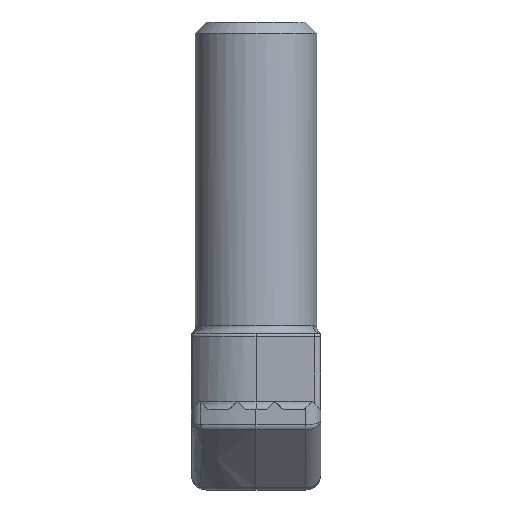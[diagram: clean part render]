
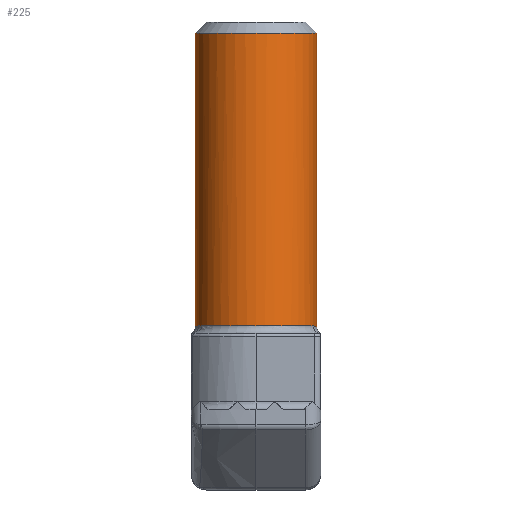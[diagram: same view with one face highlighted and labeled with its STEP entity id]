
A CAD part, left-side view. The second image highlights one B-rep face of the part: STEP entity #225.
In plain terms, the highlighted cylindrical face has radius 4 mm (diameter 8 mm), a full revolution.
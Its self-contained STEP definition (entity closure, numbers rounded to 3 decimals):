
#31 = AXIS2_PLACEMENT_3D ( 'NONE', #3793, #1888, #4124 ) ;
#119 = CARTESIAN_POINT ( 'NONE',  ( -1.315, 3.778, 10.8 ) ) ;
#225 = ADVANCED_FACE ( 'NONE', ( #700, #544 ), #1785, .T. ) ;
#282 = CARTESIAN_POINT ( 'NONE',  ( 1.315, -3.778, 10.8 ) ) ;
#544 = FACE_OUTER_BOUND ( 'NONE', #2375, .T. ) ;
#615 = CARTESIAN_POINT ( 'NONE',  ( -1.315, -3.778, 10.8 ) ) ;
#700 = FACE_OUTER_BOUND ( 'NONE', #803, .T. ) ;
#734 = CARTESIAN_POINT ( 'NONE',  ( 0., 0., 10.8 ) ) ;
#784 = CARTESIAN_POINT ( 'NONE',  ( 0.886, 3.907, 10.78 ) ) ;
#800 = CIRCLE ( 'NONE', #3888, 4. ) ;
#803 = EDGE_LOOP ( 'NONE', ( #3174, #3587, #2132, #1159 ) ) ;
#831 = CARTESIAN_POINT ( 'NONE',  ( 1.315, 3.778, 10.8 ) ) ;
#910 = VERTEX_POINT ( 'NONE', #2683 ) ;
#913 = EDGE_CURVE ( 'NONE', #3664, #2227, #3391, .T. ) ;
#981 = CIRCLE ( 'NONE', #1385, 4. ) ;
#1059 = DIRECTION ( 'NONE',  ( 1., 0., 0. ) ) ;
#1061 = EDGE_CURVE ( 'NONE', #910, #2890, #3712, .T. ) ;
#1159 = ORIENTED_EDGE ( 'NONE', *, *, #913, .T. ) ;
#1245 = CARTESIAN_POINT ( 'NONE',  ( -0.886, -3.907, 10.78 ) ) ;
#1385 = AXIS2_PLACEMENT_3D ( 'NONE', #1796, #4039, #2109 ) ;
#1401 = CARTESIAN_POINT ( 'NONE',  ( 0.222, 4., 10.733 ) ) ;
#1552 = CARTESIAN_POINT ( 'NONE',  ( -0.222, -4., 10.733 ) ) ;
#1737 = CARTESIAN_POINT ( 'NONE',  ( -0.447, 3.981, 10.747 ) ) ;
#1742 = DIRECTION ( 'NONE',  ( -1., 0., 0. ) ) ;
#1785 = CYLINDRICAL_SURFACE ( 'NONE', #3107, 4. ) ;
#1796 = CARTESIAN_POINT ( 'NONE',  ( 0., 0., 10.8 ) ) ;
#1882 = CARTESIAN_POINT ( 'NONE',  ( 0.447, -3.981, 10.747 ) ) ;
#1888 = DIRECTION ( 'NONE',  ( 0., 0., -1. ) ) ;
#2048 = CARTESIAN_POINT ( 'NONE',  ( -1.102, 3.852, 10.8 ) ) ;
#2109 = DIRECTION ( 'NONE',  ( 1., 0., 0. ) ) ;
#2132 = ORIENTED_EDGE ( 'NONE', *, *, #3099, .T. ) ;
#2189 = CARTESIAN_POINT ( 'NONE',  ( 1.102, -3.852, 10.8 ) ) ;
#2227 = VERTEX_POINT ( 'NONE', #3705 ) ;
#2375 = EDGE_LOOP ( 'NONE', ( #2863 ) ) ;
#2499 = CARTESIAN_POINT ( 'NONE',  ( -1.101, -3.852, 10.8 ) ) ;
#2589 = CARTESIAN_POINT ( 'NONE',  ( -4., 0., 30.05 ) ) ;
#2683 = CARTESIAN_POINT ( 'NONE',  ( -1.315, -3.778, 10.8 ) ) ;
#2704 = DIRECTION ( 'NONE',  ( 0., 0., -1. ) ) ;
#2863 = ORIENTED_EDGE ( 'NONE', *, *, #3884, .T. ) ;
#2890 = VERTEX_POINT ( 'NONE', #3764 ) ;
#2939 = DIRECTION ( 'NONE',  ( 0., 0., 1. ) ) ;
#2983 = CARTESIAN_POINT ( 'NONE',  ( 1.101, 3.852, 10.8 ) ) ;
#3012 = VERTEX_POINT ( 'NONE', #2589 ) ;
#3099 = EDGE_CURVE ( 'NONE', #2890, #3664, #800, .T. ) ;
#3107 = AXIS2_PLACEMENT_3D ( 'NONE', #3648, #2704, #1742 ) ;
#3174 = ORIENTED_EDGE ( 'NONE', *, *, #3738, .T. ) ;
#3304 = CARTESIAN_POINT ( 'NONE',  ( 0.447, 3.981, 10.747 ) ) ;
#3391 = B_SPLINE_CURVE_WITH_KNOTS ( 'NONE', 3,
 ( #3938, #2983, #784, #3304, #1401, #3640, #1737, #3963, #2048, #119 ),
 .UNSPECIFIED., .F., .F.,
 ( 4, 2, 2, 2, 4 ),
 ( 0., 0.001, 0.001, 0.002, 0.003 ),
 .UNSPECIFIED. ) ;
#3463 = CARTESIAN_POINT ( 'NONE',  ( -0.447, -3.981, 10.747 ) ) ;
#3587 = ORIENTED_EDGE ( 'NONE', *, *, #1061, .T. ) ;
#3640 = CARTESIAN_POINT ( 'NONE',  ( -0.226, 4., 10.733 ) ) ;
#3648 = CARTESIAN_POINT ( 'NONE',  ( 0., 0., 30.8 ) ) ;
#3664 = VERTEX_POINT ( 'NONE', #831 ) ;
#3705 = CARTESIAN_POINT ( 'NONE',  ( -1.315, 3.778, 10.8 ) ) ;
#3712 = B_SPLINE_CURVE_WITH_KNOTS ( 'NONE', 3,
 ( #615, #2499, #1245, #3463, #1552, #3785, #1882, #4112, #2189, #282 ),
 .UNSPECIFIED., .F., .F.,
 ( 4, 2, 2, 2, 4 ),
 ( 0., 0.001, 0.001, 0.002, 0.003 ),
 .UNSPECIFIED. ) ;
#3738 = EDGE_CURVE ( 'NONE', #2227, #910, #981, .T. ) ;
#3751 = CIRCLE ( 'NONE', #31, 4. ) ;
#3764 = CARTESIAN_POINT ( 'NONE',  ( 1.315, -3.778, 10.8 ) ) ;
#3785 = CARTESIAN_POINT ( 'NONE',  ( 0.226, -4., 10.733 ) ) ;
#3793 = CARTESIAN_POINT ( 'NONE',  ( 0., 0., 30.05 ) ) ;
#3884 = EDGE_CURVE ( 'NONE', #3012, #3012, #3751, .T. ) ;
#3888 = AXIS2_PLACEMENT_3D ( 'NONE', #734, #2939, #1059 ) ;
#3938 = CARTESIAN_POINT ( 'NONE',  ( 1.315, 3.778, 10.8 ) ) ;
#3963 = CARTESIAN_POINT ( 'NONE',  ( -0.885, 3.907, 10.78 ) ) ;
#4039 = DIRECTION ( 'NONE',  ( 0., 0., 1. ) ) ;
#4112 = CARTESIAN_POINT ( 'NONE',  ( 0.885, -3.907, 10.78 ) ) ;
#4124 = DIRECTION ( 'NONE',  ( -1., 0., 0. ) ) ;
